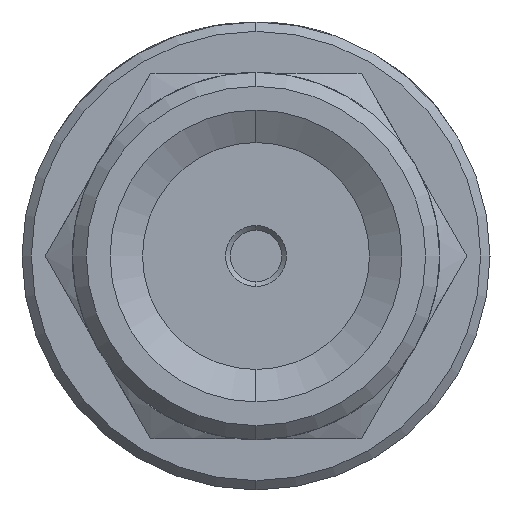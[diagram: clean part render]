
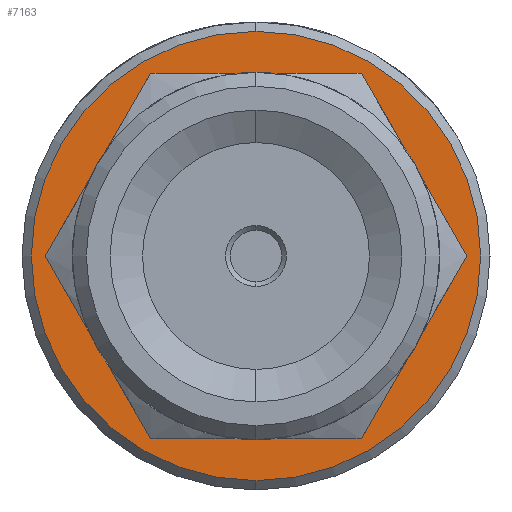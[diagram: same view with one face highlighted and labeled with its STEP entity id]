
A CAD part, left-side view. The second image highlights one B-rep face of the part: STEP entity #7163.
In plain terms, the highlighted planar face has unit normal (-1, 0, 0).
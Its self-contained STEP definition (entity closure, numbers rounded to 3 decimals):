
#15 = ORIENTED_EDGE ( 'NONE', *, *, #4075, .T. ) ;
#296 = FACE_OUTER_BOUND ( 'NONE', #5927, .T. ) ;
#452 = CIRCLE ( 'NONE', #8944, 3.2 ) ;
#901 = CARTESIAN_POINT ( 'NONE',  ( 10.6, 0., -3.2 ) ) ;
#1104 = VERTEX_POINT ( 'NONE', #901 ) ;
#1110 = CARTESIAN_POINT ( 'NONE',  ( 10.6, 0., 0. ) ) ;
#1281 = ORIENTED_EDGE ( 'NONE', *, *, #4203, .T. ) ;
#1375 = ORIENTED_EDGE ( 'NONE', *, *, #4697, .F. ) ;
#1541 = CARTESIAN_POINT ( 'NONE',  ( 10.6, 0., 3.2 ) ) ;
#2141 = DIRECTION ( 'NONE',  ( 0., 0., 1. ) ) ;
#2221 = DIRECTION ( 'NONE',  ( -1., 0., 0. ) ) ;
#2966 = DIRECTION ( 'NONE',  ( 0., 0., 1. ) ) ;
#3756 = FACE_BOUND ( 'NONE', #5008, .T. ) ;
#4075 = EDGE_CURVE ( 'NONE', #10406, #10334, #7309, .T. ) ;
#4203 = EDGE_CURVE ( 'NONE', #10334, #10406, #12847, .T. ) ;
#4697 = EDGE_CURVE ( 'NONE', #12124, #1104, #7333, .T. ) ;
#4721 = CARTESIAN_POINT ( 'NONE',  ( 10.6, 0., 0. ) ) ;
#5008 = EDGE_LOOP ( 'NONE', ( #1375, #7134 ) ) ;
#5123 = CARTESIAN_POINT ( 'NONE',  ( 10.6, 0., 0. ) ) ;
#5156 = DIRECTION ( 'NONE',  ( 1., 0., 0. ) ) ;
#5255 = DIRECTION ( 'NONE',  ( -1., 0., 0. ) ) ;
#5830 = AXIS2_PLACEMENT_3D ( 'NONE', #5123, #5255, #2966 ) ;
#5927 = EDGE_LOOP ( 'NONE', ( #15, #1281 ) ) ;
#6550 = EDGE_CURVE ( 'NONE', #1104, #12124, #452, .T. ) ;
#6996 = CARTESIAN_POINT ( 'NONE',  ( 10.6, 0., 4.8 ) ) ;
#7134 = ORIENTED_EDGE ( 'NONE', *, *, #6550, .F. ) ;
#7163 = ADVANCED_FACE ( 'NONE', ( #296, #3756 ), #10498, .F. ) ;
#7309 = CIRCLE ( 'NONE', #5830, 4.8 ) ;
#7333 = CIRCLE ( 'NONE', #8331, 3.2 ) ;
#8039 = CARTESIAN_POINT ( 'NONE',  ( 10.6, 0., -4.8 ) ) ;
#8331 = AXIS2_PLACEMENT_3D ( 'NONE', #9425, #13384, #12348 ) ;
#8944 = AXIS2_PLACEMENT_3D ( 'NONE', #4721, #13058, #13107 ) ;
#9127 = AXIS2_PLACEMENT_3D ( 'NONE', #11375, #5156, #12420 ) ;
#9425 = CARTESIAN_POINT ( 'NONE',  ( 10.6, 0., 0. ) ) ;
#10334 = VERTEX_POINT ( 'NONE', #6996 ) ;
#10406 = VERTEX_POINT ( 'NONE', #8039 ) ;
#10498 = PLANE ( 'NONE',  #9127 ) ;
#11375 = CARTESIAN_POINT ( 'NONE',  ( 10.6, 4.8, 0. ) ) ;
#12124 = VERTEX_POINT ( 'NONE', #1541 ) ;
#12348 = DIRECTION ( 'NONE',  ( 0., 0., 1. ) ) ;
#12420 = DIRECTION ( 'NONE',  ( 0., 1., 0. ) ) ;
#12847 = CIRCLE ( 'NONE', #13301, 4.8 ) ;
#13058 = DIRECTION ( 'NONE',  ( -1., 0., 0. ) ) ;
#13107 = DIRECTION ( 'NONE',  ( 0., 0., 1. ) ) ;
#13301 = AXIS2_PLACEMENT_3D ( 'NONE', #1110, #2221, #2141 ) ;
#13384 = DIRECTION ( 'NONE',  ( -1., 0., 0. ) ) ;
